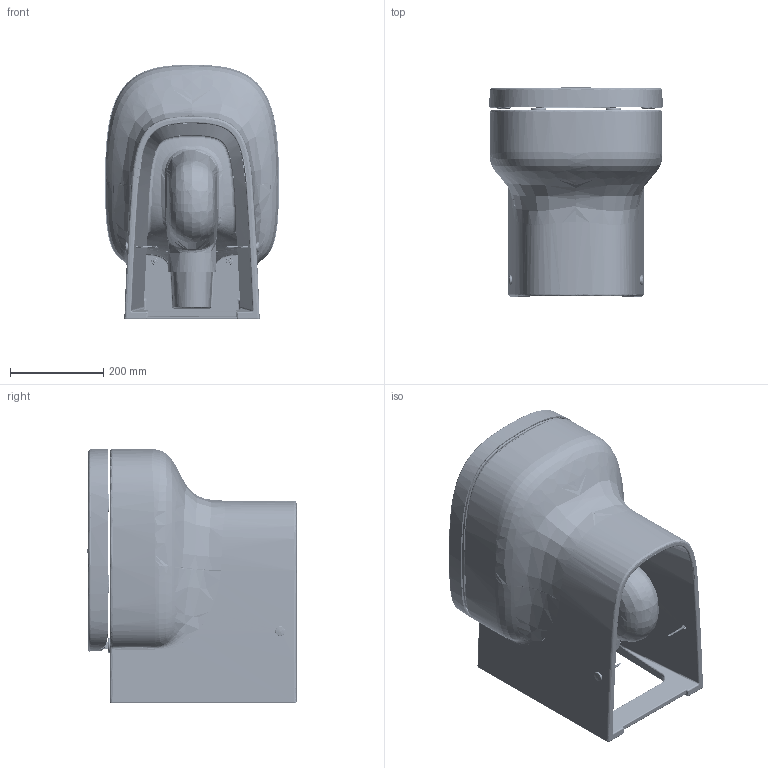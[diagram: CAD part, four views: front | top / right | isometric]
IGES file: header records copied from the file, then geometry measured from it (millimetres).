
Start section: SolidWorks IGES file using analytic representation for surfaces
Global section: file name: BY440_ASSEMLBY.IGS; native system: SolidWorks 2014; preprocessor: SolidWorks 2014; author: connun01; date: 170719.144141; units: millimetre
Bounding box: 372.83 x 448 x 546.5 mm (x, y, z)
Surface area: 2201058.7 mm2 (no closed solid volume)
Topology: 0 solids, 0 shells, 3066 faces, 45465 edges, 45383 vertices
Faces by surface type: bspline 1856, revolution 1210
